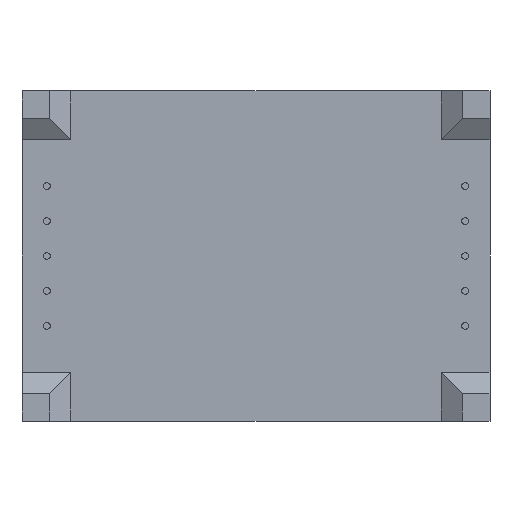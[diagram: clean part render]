
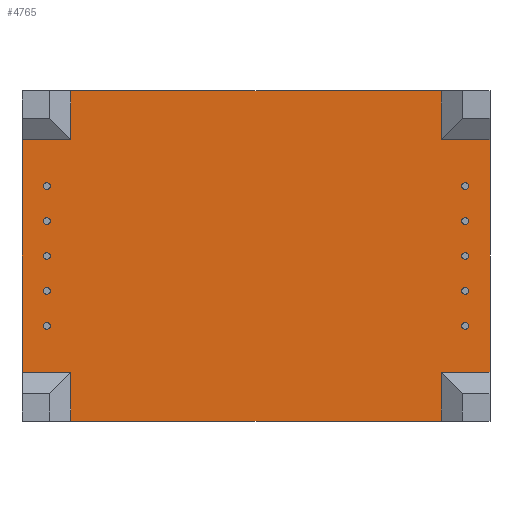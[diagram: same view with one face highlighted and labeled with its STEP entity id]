
A CAD part, front view. The second image highlights one B-rep face of the part: STEP entity #4765.
In plain terms, the highlighted planar face has unit normal (0, -1, 0).
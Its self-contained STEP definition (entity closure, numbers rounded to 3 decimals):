
#37 = EDGE_CURVE ( 'NONE', #5061, #3843, #3711, .T. ) ;
#82 = CARTESIAN_POINT ( 'NONE',  ( -13.46, 1., -12. ) ) ;
#124 = CARTESIAN_POINT ( 'NONE',  ( 13.46, 1., -12. ) ) ;
#286 = LINE ( 'NONE', #5621, #3663 ) ;
#406 = CARTESIAN_POINT ( 'NONE',  ( 13.46, 1., 8.46 ) ) ;
#496 = DIRECTION ( 'NONE',  ( 0., 0., 1. ) ) ;
#577 = LINE ( 'NONE', #82, #3964 ) ;
#689 = EDGE_CURVE ( 'NONE', #3051, #4234, #3055, .T. ) ;
#693 = CARTESIAN_POINT ( 'NONE',  ( -17., 1., -8.46 ) ) ;
#710 = CARTESIAN_POINT ( 'NONE',  ( -13.46, 1., -8.46 ) ) ;
#783 = VECTOR ( 'NONE', #1634, 1000. ) ;
#785 = EDGE_CURVE ( 'NONE', #4658, #2830, #5005, .T. ) ;
#806 = ORIENTED_EDGE ( 'NONE', *, *, #2511, .T. ) ;
#818 = DIRECTION ( 'NONE',  ( 0., 0., 1. ) ) ;
#962 = VERTEX_POINT ( 'NONE', #2595 ) ;
#986 = ORIENTED_EDGE ( 'NONE', *, *, #4712, .F. ) ;
#1005 = CARTESIAN_POINT ( 'NONE',  ( -13.46, 1., -12. ) ) ;
#1111 = ORIENTED_EDGE ( 'NONE', *, *, #3895, .T. ) ;
#1208 = VECTOR ( 'NONE', #1462, 1000. ) ;
#1345 = CARTESIAN_POINT ( 'NONE',  ( -13.46, 1., -12. ) ) ;
#1353 = ORIENTED_EDGE ( 'NONE', *, *, #3490, .T. ) ;
#1358 = DIRECTION ( 'NONE',  ( 0., 0., 1. ) ) ;
#1405 = CARTESIAN_POINT ( 'NONE',  ( 13.46, 1., 12. ) ) ;
#1462 = DIRECTION ( 'NONE',  ( -1., 0., 0. ) ) ;
#1507 = EDGE_LOOP ( 'NONE', ( #4551, #1111, #2655, #5105, #2937, #806, #5665, #4086, #986, #1353, #3258, #3724 ) ) ;
#1537 = EDGE_CURVE ( 'NONE', #5061, #962, #1947, .T. ) ;
#1634 = DIRECTION ( 'NONE',  ( 0., 0., 1. ) ) ;
#1714 = DIRECTION ( 'NONE',  ( 1., 0., 0. ) ) ;
#1740 = DIRECTION ( 'NONE',  ( 0., 0., 1. ) ) ;
#1752 = PLANE ( 'NONE',  #2953 ) ;
#1792 = VECTOR ( 'NONE', #4104, 1000. ) ;
#1840 = CARTESIAN_POINT ( 'NONE',  ( -13.46, 1., -12. ) ) ;
#1920 = DIRECTION ( 'NONE',  ( 1., 0., 0. ) ) ;
#1945 = CARTESIAN_POINT ( 'NONE',  ( 17., 1., -8.46 ) ) ;
#1947 = LINE ( 'NONE', #5196, #4365 ) ;
#2053 = VERTEX_POINT ( 'NONE', #4928 ) ;
#2212 = LINE ( 'NONE', #1345, #3714 ) ;
#2228 = VERTEX_POINT ( 'NONE', #1945 ) ;
#2324 = CARTESIAN_POINT ( 'NONE',  ( -17., 1., -8.46 ) ) ;
#2374 = VERTEX_POINT ( 'NONE', #4379 ) ;
#2472 = DIRECTION ( 'NONE',  ( 1., 0., 0. ) ) ;
#2511 = EDGE_CURVE ( 'NONE', #3843, #2053, #4173, .T. ) ;
#2531 = CARTESIAN_POINT ( 'NONE',  ( -17., 1., -8.46 ) ) ;
#2595 = CARTESIAN_POINT ( 'NONE',  ( 17., 1., 8.46 ) ) ;
#2655 = ORIENTED_EDGE ( 'NONE', *, *, #5257, .T. ) ;
#2815 = CARTESIAN_POINT ( 'NONE',  ( 13.46, 1., -12. ) ) ;
#2830 = VERTEX_POINT ( 'NONE', #710 ) ;
#2937 = ORIENTED_EDGE ( 'NONE', *, *, #37, .T. ) ;
#2942 = VECTOR ( 'NONE', #2472, 1000. ) ;
#2953 = AXIS2_PLACEMENT_3D ( 'NONE', #1840, #5356, #1358 ) ;
#2997 = CARTESIAN_POINT ( 'NONE',  ( -13.46, 1., -12. ) ) ;
#3051 = VERTEX_POINT ( 'NONE', #124 ) ;
#3055 = LINE ( 'NONE', #5161, #5060 ) ;
#3124 = EDGE_CURVE ( 'NONE', #2374, #4537, #286, .T. ) ;
#3258 = ORIENTED_EDGE ( 'NONE', *, *, #785, .F. ) ;
#3272 = DIRECTION ( 'NONE',  ( 0., 0., 1. ) ) ;
#3470 = LINE ( 'NONE', #5156, #783 ) ;
#3490 = EDGE_CURVE ( 'NONE', #5792, #2830, #3832, .T. ) ;
#3663 = VECTOR ( 'NONE', #5706, 1000. ) ;
#3711 = LINE ( 'NONE', #2815, #1792 ) ;
#3714 = VECTOR ( 'NONE', #1740, 1000. ) ;
#3724 = ORIENTED_EDGE ( 'NONE', *, *, #4559, .F. ) ;
#3832 = LINE ( 'NONE', #693, #2942 ) ;
#3843 = VERTEX_POINT ( 'NONE', #1405 ) ;
#3895 = EDGE_CURVE ( 'NONE', #4234, #2228, #4667, .T. ) ;
#3964 = VECTOR ( 'NONE', #4596, 1000. ) ;
#3995 = FACE_OUTER_BOUND ( 'NONE', #1507, .T. ) ;
#4086 = ORIENTED_EDGE ( 'NONE', *, *, #3124, .F. ) ;
#4104 = DIRECTION ( 'NONE',  ( 0., 0., 1. ) ) ;
#4117 = VECTOR ( 'NONE', #3272, 1000. ) ;
#4173 = LINE ( 'NONE', #4652, #1208 ) ;
#4234 = VERTEX_POINT ( 'NONE', #4958 ) ;
#4365 = VECTOR ( 'NONE', #1714, 1000. ) ;
#4379 = CARTESIAN_POINT ( 'NONE',  ( -17., 1., 8.46 ) ) ;
#4418 = VECTOR ( 'NONE', #1920, 1000. ) ;
#4490 = CARTESIAN_POINT ( 'NONE',  ( 17., 1., 8.46 ) ) ;
#4521 = LINE ( 'NONE', #4490, #4535 ) ;
#4535 = VECTOR ( 'NONE', #496, 1000. ) ;
#4537 = VERTEX_POINT ( 'NONE', #5478 ) ;
#4551 = ORIENTED_EDGE ( 'NONE', *, *, #689, .T. ) ;
#4559 = EDGE_CURVE ( 'NONE', #3051, #4658, #577, .T. ) ;
#4596 = DIRECTION ( 'NONE',  ( -1., 0., 0. ) ) ;
#4652 = CARTESIAN_POINT ( 'NONE',  ( -13.46, 1., 12. ) ) ;
#4658 = VERTEX_POINT ( 'NONE', #2997 ) ;
#4667 = LINE ( 'NONE', #2324, #4418 ) ;
#4712 = EDGE_CURVE ( 'NONE', #5792, #2374, #3470, .T. ) ;
#4765 = ADVANCED_FACE ( 'NONE', ( #3995 ), #1752, .F. ) ;
#4928 = CARTESIAN_POINT ( 'NONE',  ( -13.46, 1., 12. ) ) ;
#4958 = CARTESIAN_POINT ( 'NONE',  ( 13.46, 1., -8.46 ) ) ;
#5005 = LINE ( 'NONE', #1005, #4117 ) ;
#5060 = VECTOR ( 'NONE', #818, 1000. ) ;
#5061 = VERTEX_POINT ( 'NONE', #406 ) ;
#5105 = ORIENTED_EDGE ( 'NONE', *, *, #1537, .F. ) ;
#5156 = CARTESIAN_POINT ( 'NONE',  ( -17., 1., 8.46 ) ) ;
#5161 = CARTESIAN_POINT ( 'NONE',  ( 13.46, 1., -12. ) ) ;
#5196 = CARTESIAN_POINT ( 'NONE',  ( -17., 1., 8.46 ) ) ;
#5257 = EDGE_CURVE ( 'NONE', #2228, #962, #4521, .T. ) ;
#5356 = DIRECTION ( 'NONE',  ( 0., 1., 0. ) ) ;
#5478 = CARTESIAN_POINT ( 'NONE',  ( -13.46, 1., 8.46 ) ) ;
#5585 = EDGE_CURVE ( 'NONE', #4537, #2053, #2212, .T. ) ;
#5621 = CARTESIAN_POINT ( 'NONE',  ( -17., 1., 8.46 ) ) ;
#5665 = ORIENTED_EDGE ( 'NONE', *, *, #5585, .F. ) ;
#5706 = DIRECTION ( 'NONE',  ( 1., 0., 0. ) ) ;
#5792 = VERTEX_POINT ( 'NONE', #2531 ) ;
